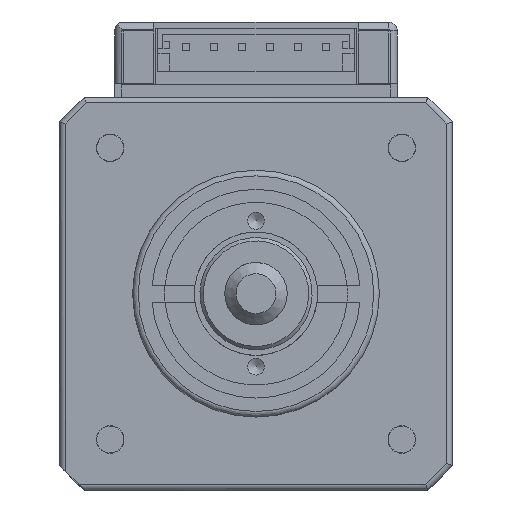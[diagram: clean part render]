
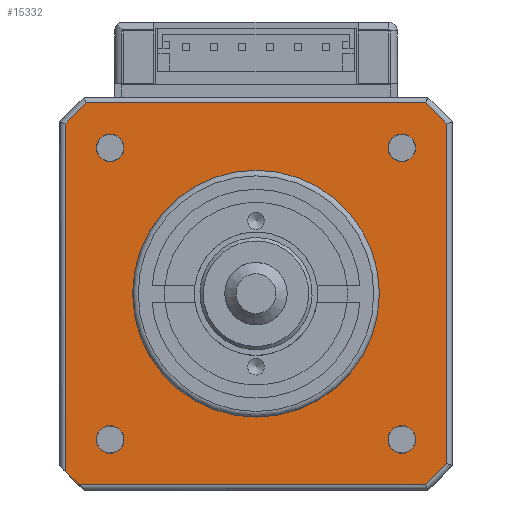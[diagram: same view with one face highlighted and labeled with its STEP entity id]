
A CAD part, front view. The second image highlights one B-rep face of the part: STEP entity #15332.
In plain terms, the highlighted planar face has unit normal (0, -1, 0).
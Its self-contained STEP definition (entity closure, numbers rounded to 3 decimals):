
#14796=CARTESIAN_POINT('',(14.23,0.0,13.));
#14797=VERTEX_POINT('',#14796);
#14798=CARTESIAN_POINT('',(13.0,0.0,13.));
#14799=DIRECTION('',(0.0,1.0,0.0));
#14800=DIRECTION('',(1.0,0.0,0.0));
#14801=AXIS2_PLACEMENT_3D('',#14798,#14799,#14800);
#14802=CIRCLE('',#14801,1.23);
#14803=EDGE_CURVE('',#14797,#14797,#14802,.T.);
#14816=CARTESIAN_POINT('',(-11.77,0.0,-13.));
#14817=VERTEX_POINT('',#14816);
#14818=CARTESIAN_POINT('',(-13.0,0.0,-13.));
#14819=DIRECTION('',(0.0,1.0,0.0));
#14820=DIRECTION('',(1.0,0.0,0.0));
#14821=AXIS2_PLACEMENT_3D('',#14818,#14819,#14820);
#14822=CIRCLE('',#14821,1.23);
#14823=EDGE_CURVE('',#14817,#14817,#14822,.T.);
#14836=CARTESIAN_POINT('',(-11.77,0.0,13.));
#14837=VERTEX_POINT('',#14836);
#14838=CARTESIAN_POINT('',(-13.0,0.0,13.));
#14839=DIRECTION('',(0.0,1.0,0.0));
#14840=DIRECTION('',(1.0,0.0,0.0));
#14841=AXIS2_PLACEMENT_3D('',#14838,#14839,#14840);
#14842=CIRCLE('',#14841,1.23);
#14843=EDGE_CURVE('',#14837,#14837,#14842,.T.);
#14856=CARTESIAN_POINT('',(14.23,0.0,-13.0));
#14857=VERTEX_POINT('',#14856);
#14858=CARTESIAN_POINT('',(13.,0.0,-13.0));
#14859=DIRECTION('',(0.0,1.0,0.0));
#14860=DIRECTION('',(1.0,0.0,0.0));
#14861=AXIS2_PLACEMENT_3D('',#14858,#14859,#14860);
#14862=CIRCLE('',#14861,1.23);
#14863=EDGE_CURVE('',#14857,#14857,#14862,.T.);
#14981=CARTESIAN_POINT('',(11.0,0.0,0.));
#14982=VERTEX_POINT('',#14981);
#14983=CARTESIAN_POINT('',(0.0,0.0,0.0));
#14984=DIRECTION('',(0.0,1.0,0.0));
#14985=DIRECTION('',(-1.0,0.0,0.0));
#14986=AXIS2_PLACEMENT_3D('',#14983,#14984,#14985);
#14987=CIRCLE('',#14986,11.0);
#14988=EDGE_CURVE('',#14982,#14982,#14987,.T.);
#15022=CARTESIAN_POINT('',(-17.,0.0,-15.861));
#15023=VERTEX_POINT('',#15022);
#15039=CARTESIAN_POINT('',(-17.0,0.0,15.118));
#15040=VERTEX_POINT('',#15039);
#15041=CARTESIAN_POINT('',(-17.,0.0,-15.861));
#15042=DIRECTION('',(0.0,0.0,1.0));
#15043=VECTOR('',#15042,30.979);
#15044=LINE('',#15041,#15043);
#15045=EDGE_CURVE('',#15023,#15040,#15044,.T.);
#15072=CARTESIAN_POINT('',(-15.118,0.0,17.));
#15073=VERTEX_POINT('',#15072);
#15074=CARTESIAN_POINT('',(15.118,0.0,17.));
#15075=VERTEX_POINT('',#15074);
#15076=CARTESIAN_POINT('',(-15.118,0.0,17.));
#15077=DIRECTION('',(1.0,0.0,0.0));
#15078=VECTOR('',#15077,30.237);
#15079=LINE('',#15076,#15078);
#15080=EDGE_CURVE('',#15073,#15075,#15079,.T.);
#15125=CARTESIAN_POINT('',(17.,0.0,15.118));
#15126=VERTEX_POINT('',#15125);
#15127=CARTESIAN_POINT('',(0.0,0.0,0.0));
#15128=DIRECTION('',(0.0,1.0,0.0));
#15129=DIRECTION('',(0.707,0.0,0.707));
#15130=AXIS2_PLACEMENT_3D('',#15127,#15128,#15129);
#15131=CIRCLE('',#15130,22.75);
#15132=EDGE_CURVE('',#15075,#15126,#15131,.T.);
#15167=CARTESIAN_POINT('',(17.0,0.0,-15.118));
#15168=VERTEX_POINT('',#15167);
#15169=CARTESIAN_POINT('',(17.,0.0,15.118));
#15170=DIRECTION('',(0.0,0.0,-1.0));
#15171=VECTOR('',#15170,30.237);
#15172=LINE('',#15169,#15171);
#15173=EDGE_CURVE('',#15126,#15168,#15172,.T.);
#15202=CARTESIAN_POINT('',(15.118,0.0,-17.));
#15203=VERTEX_POINT('',#15202);
#15204=CARTESIAN_POINT('',(0.0,0.0,0.0));
#15205=DIRECTION('',(0.0,1.0,0.0));
#15206=DIRECTION('',(0.707,0.0,-0.707));
#15207=AXIS2_PLACEMENT_3D('',#15204,#15205,#15206);
#15208=CIRCLE('',#15207,22.75);
#15209=EDGE_CURVE('',#15168,#15203,#15208,.T.);
#15244=CARTESIAN_POINT('',(-15.861,0.0,-17.));
#15245=VERTEX_POINT('',#15244);
#15246=CARTESIAN_POINT('',(15.118,0.0,-17.));
#15247=DIRECTION('',(-1.0,0.0,0.0));
#15248=VECTOR('',#15247,30.979);
#15249=LINE('',#15246,#15248);
#15250=EDGE_CURVE('',#15203,#15245,#15249,.T.);
#15277=CARTESIAN_POINT('',(0.0,0.0,0.0));
#15278=DIRECTION('',(0.0,1.0,0.0));
#15279=DIRECTION('',(-0.707,0.0,0.707));
#15280=AXIS2_PLACEMENT_3D('',#15277,#15278,#15279);
#15281=CIRCLE('',#15280,22.75);
#15282=EDGE_CURVE('',#15040,#15073,#15281,.T.);
#15296=CARTESIAN_POINT('',(0.,0.0,0.));
#15297=DIRECTION('',(0.0,1.0,0.0));
#15298=DIRECTION('',(0.0,0.0,1.0));
#15299=AXIS2_PLACEMENT_3D('',#15296,#15297,#15298);
#15300=PLANE('',#15299);
#15301=ORIENTED_EDGE('',*,*,#15250,.F.);
#15302=ORIENTED_EDGE('',*,*,#15209,.F.);
#15303=ORIENTED_EDGE('',*,*,#15173,.F.);
#15304=ORIENTED_EDGE('',*,*,#15132,.F.);
#15305=ORIENTED_EDGE('',*,*,#15080,.F.);
#15306=ORIENTED_EDGE('',*,*,#15282,.F.);
#15307=ORIENTED_EDGE('',*,*,#15045,.F.);
#15308=CARTESIAN_POINT('',(0.0,0.0,0.0));
#15309=DIRECTION('',(0.0,1.0,0.0));
#15310=DIRECTION('',(-0.658,0.0,-0.753));
#15311=AXIS2_PLACEMENT_3D('',#15308,#15309,#15310);
#15312=CIRCLE('',#15311,23.25);
#15313=EDGE_CURVE('',#15245,#15023,#15312,.T.);
#15314=ORIENTED_EDGE('',*,*,#15313,.F.);
#15315=EDGE_LOOP('',(#15301,#15302,#15303,#15304,#15305,#15306,#15307,#15314));
#15316=FACE_OUTER_BOUND('',#15315,.T.);
#15317=ORIENTED_EDGE('',*,*,#14988,.T.);
#15318=EDGE_LOOP('',(#15317));
#15319=FACE_BOUND('',#15318,.T.);
#15320=ORIENTED_EDGE('',*,*,#14803,.T.);
#15321=EDGE_LOOP('',(#15320));
#15322=FACE_BOUND('',#15321,.T.);
#15323=ORIENTED_EDGE('',*,*,#14823,.T.);
#15324=EDGE_LOOP('',(#15323));
#15325=FACE_BOUND('',#15324,.T.);
#15326=ORIENTED_EDGE('',*,*,#14843,.T.);
#15327=EDGE_LOOP('',(#15326));
#15328=FACE_BOUND('',#15327,.T.);
#15329=ORIENTED_EDGE('',*,*,#14863,.T.);
#15330=EDGE_LOOP('',(#15329));
#15331=FACE_BOUND('',#15330,.T.);
#15332=ADVANCED_FACE('',(#15316,#15319,#15322,#15325,#15328,#15331),#15300,.F.);
